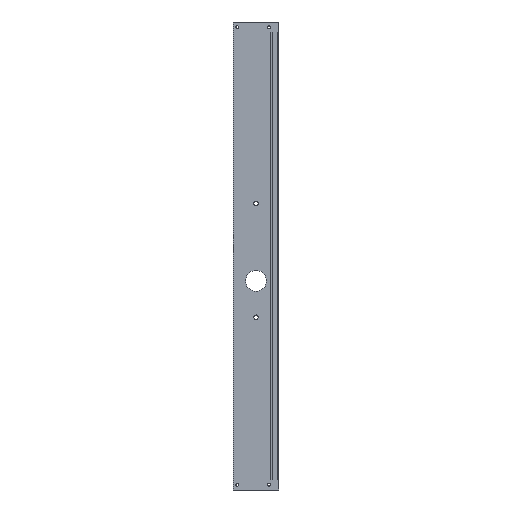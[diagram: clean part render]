
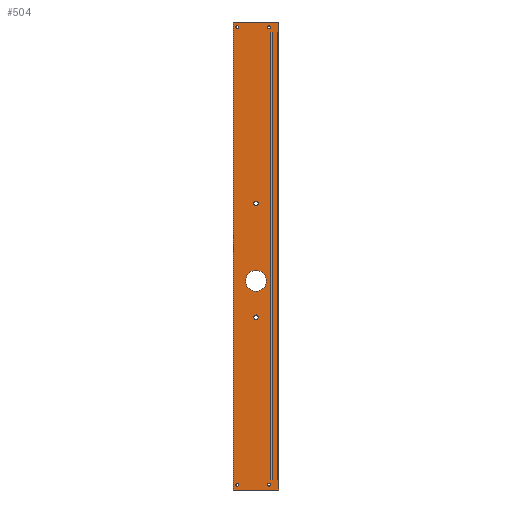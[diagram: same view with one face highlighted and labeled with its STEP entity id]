
A CAD part, front view. The second image highlights one B-rep face of the part: STEP entity #504.
In plain terms, the highlighted planar face has unit normal (0, -1, 0).
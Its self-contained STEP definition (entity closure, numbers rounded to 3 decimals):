
#70=CARTESIAN_POINT('',(-42.379,282.,57.533));
#71=VERTEX_POINT('',#70);
#72=CARTESIAN_POINT('',(-39.979,282.,57.533));
#73=DIRECTION('',(0.0,1.0,0.0));
#74=DIRECTION('',(1.0,0.0,0.0));
#75=AXIS2_PLACEMENT_3D('',#72,#73,#74);
#76=CIRCLE('',#75,2.4);
#77=EDGE_CURVE('',#71,#71,#76,.T.);
#119=CARTESIAN_POINT('',(-42.379,282.,-67.333));
#120=VERTEX_POINT('',#119);
#121=CARTESIAN_POINT('',(-39.979,282.,-67.333));
#122=DIRECTION('',(0.0,1.0,0.0));
#123=DIRECTION('',(1.0,0.0,0.0));
#124=AXIS2_PLACEMENT_3D('',#121,#122,#123);
#125=CIRCLE('',#124,2.4);
#126=EDGE_CURVE('',#120,#120,#125,.T.);
#168=CARTESIAN_POINT('',(-51.479,282.,-27.333));
#169=VERTEX_POINT('',#168);
#170=CARTESIAN_POINT('',(-39.979,282.,-27.333));
#171=DIRECTION('',(0.0,1.0,0.0));
#172=DIRECTION('',(1.0,0.0,0.0));
#173=AXIS2_PLACEMENT_3D('',#170,#171,#172);
#174=CIRCLE('',#173,11.5);
#175=EDGE_CURVE('',#169,#169,#174,.T.);
#198=CARTESIAN_POINT('',(-22.179,282.,-246.333));
#199=VERTEX_POINT('',#198);
#214=CARTESIAN_POINT('',(-23.679,282.,-246.333));
#215=VERTEX_POINT('',#214);
#222=CARTESIAN_POINT('',(-22.179,282.,-246.333));
#223=DIRECTION('',(-1.0,0.0,0.0));
#224=VECTOR('',#223,1.5);
#225=LINE('',#222,#224);
#226=EDGE_CURVE('',#199,#215,#225,.T.);
#236=CARTESIAN_POINT('',(-16.479,282.,-246.333));
#237=VERTEX_POINT('',#236);
#246=CARTESIAN_POINT('',(-14.979,282.,-246.333));
#247=VERTEX_POINT('',#246);
#248=CARTESIAN_POINT('',(-14.979,282.,-246.333));
#249=DIRECTION('',(-1.0,0.0,0.0));
#250=VECTOR('',#249,1.5);
#251=LINE('',#248,#250);
#252=EDGE_CURVE('',#247,#237,#251,.T.);
#278=CARTESIAN_POINT('',(-16.479,282.,246.333));
#279=VERTEX_POINT('',#278);
#294=CARTESIAN_POINT('',(-14.979,282.,246.333));
#295=VERTEX_POINT('',#294);
#302=CARTESIAN_POINT('',(-14.979,282.,246.333));
#303=DIRECTION('',(-1.0,0.0,0.0));
#304=VECTOR('',#303,1.5);
#305=LINE('',#302,#304);
#306=EDGE_CURVE('',#295,#279,#305,.T.);
#318=CARTESIAN_POINT('',(-23.679,282.,246.333));
#319=VERTEX_POINT('',#318);
#334=CARTESIAN_POINT('',(-22.179,282.,246.333));
#335=VERTEX_POINT('',#334);
#342=CARTESIAN_POINT('',(-22.179,282.,246.333));
#343=DIRECTION('',(-1.0,0.0,0.0));
#344=VECTOR('',#343,1.5);
#345=LINE('',#342,#344);
#346=EDGE_CURVE('',#335,#319,#345,.T.);
#356=CARTESIAN_POINT('',(-14.979,282.,-257.533));
#357=VERTEX_POINT('',#356);
#358=CARTESIAN_POINT('',(-64.979,282.,-257.533));
#359=VERTEX_POINT('',#358);
#360=CARTESIAN_POINT('',(-14.979,282.,-257.533));
#361=DIRECTION('',(-1.0,0.0,0.0));
#362=VECTOR('',#361,50.);
#363=LINE('',#360,#362);
#364=EDGE_CURVE('',#357,#359,#363,.T.);
#391=CARTESIAN_POINT('',(-23.679,282.,0.0));
#392=DIRECTION('',(0.0,-1.0,0.0));
#393=DIRECTION('',(0.0,0.0,-1.0));
#394=AXIS2_PLACEMENT_3D('',#391,#392,#393);
#395=PLANE('',#394);
#396=ORIENTED_EDGE('',*,*,#364,.F.);
#397=CARTESIAN_POINT('',(-14.979,282.,-246.333));
#398=DIRECTION('',(0.0,0.0,-1.0));
#399=VECTOR('',#398,11.2);
#400=LINE('',#397,#399);
#401=EDGE_CURVE('',#247,#357,#400,.T.);
#402=ORIENTED_EDGE('',*,*,#401,.F.);
#403=ORIENTED_EDGE('',*,*,#252,.T.);
#404=CARTESIAN_POINT('',(-16.479,282.,-246.333));
#405=DIRECTION('',(0.0,0.0,1.0));
#406=VECTOR('',#405,492.665);
#407=LINE('',#404,#406);
#408=EDGE_CURVE('',#237,#279,#407,.T.);
#409=ORIENTED_EDGE('',*,*,#408,.T.);
#410=ORIENTED_EDGE('',*,*,#306,.F.);
#411=CARTESIAN_POINT('',(-14.979,282.,257.533));
#412=VERTEX_POINT('',#411);
#413=CARTESIAN_POINT('',(-14.979,282.,257.533));
#414=DIRECTION('',(0.0,0.0,-1.0));
#415=VECTOR('',#414,11.2);
#416=LINE('',#413,#415);
#417=EDGE_CURVE('',#412,#295,#416,.T.);
#418=ORIENTED_EDGE('',*,*,#417,.F.);
#419=CARTESIAN_POINT('',(-64.979,282.,257.533));
#420=VERTEX_POINT('',#419);
#421=CARTESIAN_POINT('',(-14.979,282.,257.533));
#422=DIRECTION('',(-1.0,0.0,0.0));
#423=VECTOR('',#422,50.);
#424=LINE('',#421,#423);
#425=EDGE_CURVE('',#412,#420,#424,.T.);
#426=ORIENTED_EDGE('',*,*,#425,.T.);
#427=CARTESIAN_POINT('',(-64.979,282.,257.533));
#428=DIRECTION('',(0.0,0.0,-1.0));
#429=VECTOR('',#428,515.065);
#430=LINE('',#427,#429);
#431=EDGE_CURVE('',#420,#359,#430,.T.);
#432=ORIENTED_EDGE('',*,*,#431,.T.);
#433=EDGE_LOOP('',(#396,#402,#403,#409,#410,#418,#426,#432));
#434=FACE_OUTER_BOUND('',#433,.T.);
#435=ORIENTED_EDGE('',*,*,#77,.T.);
#436=EDGE_LOOP('',(#435));
#437=FACE_BOUND('',#436,.T.);
#438=ORIENTED_EDGE('',*,*,#126,.T.);
#439=EDGE_LOOP('',(#438));
#440=FACE_BOUND('',#439,.T.);
#441=ORIENTED_EDGE('',*,*,#175,.T.);
#442=EDGE_LOOP('',(#441));
#443=FACE_BOUND('',#442,.T.);
#444=CARTESIAN_POINT('',(-23.679,282.,246.333));
#445=DIRECTION('',(0.0,0.0,-1.0));
#446=VECTOR('',#445,492.665);
#447=LINE('',#444,#446);
#448=EDGE_CURVE('',#319,#215,#447,.T.);
#449=ORIENTED_EDGE('',*,*,#448,.F.);
#450=ORIENTED_EDGE('',*,*,#346,.F.);
#451=CARTESIAN_POINT('',(-22.179,282.,246.333));
#452=DIRECTION('',(0.0,0.0,-1.0));
#453=VECTOR('',#452,492.665);
#454=LINE('',#451,#453);
#455=EDGE_CURVE('',#335,#199,#454,.T.);
#456=ORIENTED_EDGE('',*,*,#455,.T.);
#457=ORIENTED_EDGE('',*,*,#226,.T.);
#458=EDGE_LOOP('',(#449,#450,#456,#457));
#459=FACE_BOUND('',#458,.T.);
#460=CARTESIAN_POINT('',(-27.179,282.,-251.855));
#461=VERTEX_POINT('',#460);
#462=CARTESIAN_POINT('',(-25.679,282.,-251.855));
#463=DIRECTION('',(0.0,1.0,0.0));
#464=DIRECTION('',(1.0,0.0,0.0));
#465=AXIS2_PLACEMENT_3D('',#462,#463,#464);
#466=CIRCLE('',#465,1.5);
#467=EDGE_CURVE('',#461,#461,#466,.T.);
#468=ORIENTED_EDGE('',*,*,#467,.T.);
#469=EDGE_LOOP('',(#468));
#470=FACE_BOUND('',#469,.T.);
#471=CARTESIAN_POINT('',(-62.079,282.,-251.855));
#472=VERTEX_POINT('',#471);
#473=CARTESIAN_POINT('',(-60.579,282.,-251.855));
#474=DIRECTION('',(0.0,1.0,0.0));
#475=DIRECTION('',(1.0,0.0,0.0));
#476=AXIS2_PLACEMENT_3D('',#473,#474,#475);
#477=CIRCLE('',#476,1.5);
#478=EDGE_CURVE('',#472,#472,#477,.T.);
#479=ORIENTED_EDGE('',*,*,#478,.T.);
#480=EDGE_LOOP('',(#479));
#481=FACE_BOUND('',#480,.T.);
#482=CARTESIAN_POINT('',(-27.179,282.,251.855));
#483=VERTEX_POINT('',#482);
#484=CARTESIAN_POINT('',(-25.679,282.,251.855));
#485=DIRECTION('',(0.0,1.0,0.0));
#486=DIRECTION('',(1.0,0.0,0.0));
#487=AXIS2_PLACEMENT_3D('',#484,#485,#486);
#488=CIRCLE('',#487,1.5);
#489=EDGE_CURVE('',#483,#483,#488,.T.);
#490=ORIENTED_EDGE('',*,*,#489,.T.);
#491=EDGE_LOOP('',(#490));
#492=FACE_BOUND('',#491,.T.);
#493=CARTESIAN_POINT('',(-62.079,282.,251.855));
#494=VERTEX_POINT('',#493);
#495=CARTESIAN_POINT('',(-60.579,282.,251.855));
#496=DIRECTION('',(0.0,1.0,0.0));
#497=DIRECTION('',(1.0,0.0,0.0));
#498=AXIS2_PLACEMENT_3D('',#495,#496,#497);
#499=CIRCLE('',#498,1.5);
#500=EDGE_CURVE('',#494,#494,#499,.T.);
#501=ORIENTED_EDGE('',*,*,#500,.T.);
#502=EDGE_LOOP('',(#501));
#503=FACE_BOUND('',#502,.T.);
#504=ADVANCED_FACE('',(#434,#437,#440,#443,#459,#470,#481,#492,#503),#395,.T.);
